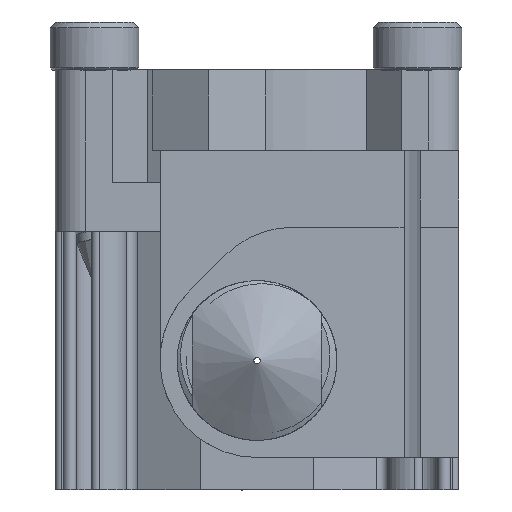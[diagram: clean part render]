
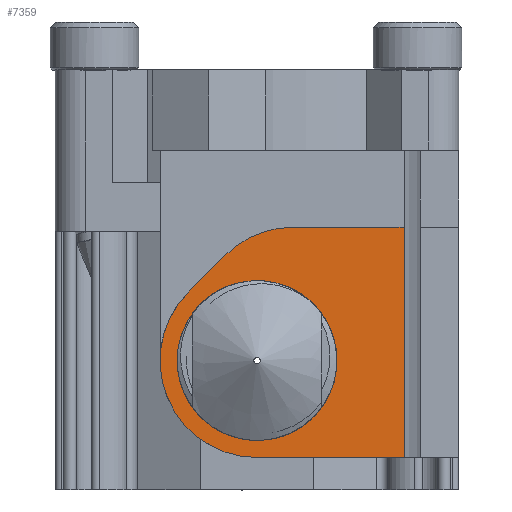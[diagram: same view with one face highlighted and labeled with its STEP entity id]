
A CAD part, front view. The second image highlights one B-rep face of the part: STEP entity #7359.
In plain terms, the highlighted planar face has unit normal (0, -1, 0).
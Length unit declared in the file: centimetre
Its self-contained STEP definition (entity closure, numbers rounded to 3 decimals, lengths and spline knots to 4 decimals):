
#301=PLANE('',#8034);
#729=LINE('',#20892,#1210);
#739=LINE('',#20917,#1220);
#740=LINE('',#20921,#1221);
#741=LINE('',#20924,#1222);
#1210=VECTOR('',#9675,1.);
#1220=VECTOR('',#9697,100.);
#1221=VECTOR('',#9700,100.);
#1222=VECTOR('',#9703,100.);
#1417=FACE_BOUND('',#2250,.T.);
#1756=FACE_OUTER_BOUND('',#2249,.T.);
#2249=EDGE_LOOP('',(#6389,#6390,#6391,#6392,#6393,#6394));
#2250=EDGE_LOOP('',(#6395,#6396,#6397,#6398));
#2650=CIRCLE('',#8035,0.6);
#2651=CIRCLE('',#8036,0.6);
#2652=CIRCLE('',#8037,0.4372);
#2653=CIRCLE('',#8038,0.4942);
#2860=B_SPLINE_CURVE_WITH_KNOTS('',3,(#20927,#20928,#20929,#20930,#20931,
#20932,#20933,#20934,#20935,#20936,#20937,#20938,#20939,#20940,#20941,#20942),
 .UNSPECIFIED.,.F.,.F.,(4,3,3,3,3,4),(0.,0.2443,0.4821,
0.713,0.9368,0.9685),.UNSPECIFIED.);
#2861=B_SPLINE_CURVE_WITH_KNOTS('',3,(#20946,#20947,#20948,#20949,#20950,
#20951,#20952,#20953,#20954,#20955,#20956,#20957,#20958,#20959,#20960,#20961),
 .UNSPECIFIED.,.F.,.F.,(4,3,3,3,3,4),(0.,0.2226,0.452,
0.6881,0.9305,0.966),.UNSPECIFIED.);
#3502=VERTEX_POINT('',#20882);
#3506=VERTEX_POINT('',#20890);
#3515=VERTEX_POINT('',#20916);
#3516=VERTEX_POINT('',#20918);
#3517=VERTEX_POINT('',#20920);
#3518=VERTEX_POINT('',#20922);
#3519=VERTEX_POINT('',#20925);
#3520=VERTEX_POINT('',#20926);
#3521=VERTEX_POINT('',#20943);
#3522=VERTEX_POINT('',#20945);
#4493=EDGE_CURVE('',#3502,#3506,#729,.T.);
#4505=EDGE_CURVE('',#3506,#3515,#739,.T.);
#4506=EDGE_CURVE('',#3516,#3515,#2650,.T.);
#4507=EDGE_CURVE('',#3517,#3516,#740,.T.);
#4508=EDGE_CURVE('',#3517,#3518,#2651,.T.);
#4509=EDGE_CURVE('',#3518,#3502,#741,.T.);
#4510=EDGE_CURVE('',#3519,#3520,#2860,.T.);
#4511=EDGE_CURVE('',#3520,#3521,#2652,.T.);
#4512=EDGE_CURVE('',#3521,#3522,#2861,.T.);
#4513=EDGE_CURVE('',#3522,#3519,#2653,.T.);
#6389=ORIENTED_EDGE('',*,*,#4493,.T.);
#6390=ORIENTED_EDGE('',*,*,#4505,.T.);
#6391=ORIENTED_EDGE('',*,*,#4506,.F.);
#6392=ORIENTED_EDGE('',*,*,#4507,.F.);
#6393=ORIENTED_EDGE('',*,*,#4508,.T.);
#6394=ORIENTED_EDGE('',*,*,#4509,.T.);
#6395=ORIENTED_EDGE('',*,*,#4510,.T.);
#6396=ORIENTED_EDGE('',*,*,#4511,.T.);
#6397=ORIENTED_EDGE('',*,*,#4512,.T.);
#6398=ORIENTED_EDGE('',*,*,#4513,.T.);
#7359=ADVANCED_FACE('',(#1756,#1417),#301,.T.);
#8034=AXIS2_PLACEMENT_3D('',#20915,#9695,#9696);
#8035=AXIS2_PLACEMENT_3D('',#20919,#9698,#9699);
#8036=AXIS2_PLACEMENT_3D('',#20923,#9701,#9702);
#8037=AXIS2_PLACEMENT_3D('',#20944,#9704,#9705);
#8038=AXIS2_PLACEMENT_3D('',#20962,#9706,#9707);
#9675=DIRECTION('',(0.,0.,1.));
#9695=DIRECTION('center_axis',(0.,-1.,0.));
#9696=DIRECTION('ref_axis',(0.,0.,-1.));
#9697=DIRECTION('',(-1.,0.,0.));
#9698=DIRECTION('center_axis',(0.,1.,0.));
#9699=DIRECTION('ref_axis',(0.,0.,-1.));
#9700=DIRECTION('',(0.707,0.,0.707));
#9701=DIRECTION('center_axis',(0.,-1.,0.));
#9702=DIRECTION('ref_axis',(1.,0.,0.));
#9703=DIRECTION('',(1.,0.,0.));
#9704=DIRECTION('center_axis',(0.,1.,0.));
#9705=DIRECTION('ref_axis',(0.,0.,-1.));
#9706=DIRECTION('center_axis',(0.,1.,0.));
#9707=DIRECTION('ref_axis',(0.,0.,-1.));
#20882=CARTESIAN_POINT('',(0.91,0.75,-0.6));
#20890=CARTESIAN_POINT('',(0.91,0.75,0.825));
#20892=CARTESIAN_POINT('',(0.91,0.75,0.825));
#20915=CARTESIAN_POINT('Origin',(0.325,0.75,0.35));
#20916=CARTESIAN_POINT('',(0.225,0.75,0.825));
#20917=CARTESIAN_POINT('',(-0.6,0.75,0.825));
#20918=CARTESIAN_POINT('',(-0.1993,0.75,0.6493));
#20919=CARTESIAN_POINT('Origin',(0.225,0.75,0.225));
#20920=CARTESIAN_POINT('',(-0.4243,0.75,0.4243));
#20921=CARTESIAN_POINT('',(-0.1993,0.75,0.6493));
#20922=CARTESIAN_POINT('',(0.,0.75,-0.6));
#20923=CARTESIAN_POINT('Origin',(0.,0.75,0.));
#20924=CARTESIAN_POINT('',(-0.6,0.75,-0.6));
#20925=CARTESIAN_POINT('',(0.,0.75,0.4942));
#20926=CARTESIAN_POINT('',(0.3843,0.75,-0.2084));
#20927=CARTESIAN_POINT('Ctrl Pts',(0.,0.75,
0.4942));
#20928=CARTESIAN_POINT('Ctrl Pts',(0.0813,0.75,
0.4897));
#20929=CARTESIAN_POINT('Ctrl Pts',(0.1611,0.75,
0.4647));
#20930=CARTESIAN_POINT('Ctrl Pts',(0.2299,0.75,
0.4219));
#20931=CARTESIAN_POINT('Ctrl Pts',(0.2969,0.75,
0.3803));
#20932=CARTESIAN_POINT('Ctrl Pts',(0.3535,0.75,0.3216));
#20933=CARTESIAN_POINT('Ctrl Pts',(0.3922,0.75,
0.253));
#20934=CARTESIAN_POINT('Ctrl Pts',(0.4298,0.75,
0.1864));
#20935=CARTESIAN_POINT('Ctrl Pts',(0.4507,0.75,
0.1101));
#20936=CARTESIAN_POINT('Ctrl Pts',(0.4517,0.75,
0.0335));
#20937=CARTESIAN_POINT('Ctrl Pts',(0.4527,0.75,
-0.0408));
#20938=CARTESIAN_POINT('Ctrl Pts',(0.435,0.75,
-0.1155));
#20939=CARTESIAN_POINT('Ctrl Pts',(0.4002,0.75,
-0.1811));
#20940=CARTESIAN_POINT('Ctrl Pts',(0.3952,0.75,-0.1904));
#20941=CARTESIAN_POINT('Ctrl Pts',(0.39,0.75,
-0.1995));
#20942=CARTESIAN_POINT('Ctrl Pts',(0.3843,0.75,
-0.2084));
#20943=CARTESIAN_POINT('',(-0.1244,0.75,-0.4191));
#20944=CARTESIAN_POINT('Origin',(0.,0.75,0.));
#20945=CARTESIAN_POINT('',(-0.3495,0.75,0.3495));
#20946=CARTESIAN_POINT('Ctrl Pts',(-0.1244,0.75,
-0.4191));
#20947=CARTESIAN_POINT('Ctrl Pts',(-0.1967,0.75,
-0.4025));
#20948=CARTESIAN_POINT('Ctrl Pts',(-0.2643,0.75,
-0.3674));
#20949=CARTESIAN_POINT('Ctrl Pts',(-0.3195,0.75,
-0.3183));
#20950=CARTESIAN_POINT('Ctrl Pts',(-0.3765,0.75,
-0.2677));
#20951=CARTESIAN_POINT('Ctrl Pts',(-0.4204,0.75,
-0.2022));
#20952=CARTESIAN_POINT('Ctrl Pts',(-0.4461,0.75,
-0.1304));
#20953=CARTESIAN_POINT('Ctrl Pts',(-0.4725,0.75,
-0.0566));
#20954=CARTESIAN_POINT('Ctrl Pts',(-0.4798,0.75,
0.0242));
#20955=CARTESIAN_POINT('Ctrl Pts',(-0.4675,0.75,
0.1018));
#20956=CARTESIAN_POINT('Ctrl Pts',(-0.4549,0.75,
0.1816));
#20957=CARTESIAN_POINT('Ctrl Pts',(-0.4216,0.75,
0.2582));
#20958=CARTESIAN_POINT('Ctrl Pts',(-0.3722,0.75,
0.3221));
#20959=CARTESIAN_POINT('Ctrl Pts',(-0.365,0.75,
0.3315));
#20960=CARTESIAN_POINT('Ctrl Pts',(-0.3574,0.75,
0.3406));
#20961=CARTESIAN_POINT('Ctrl Pts',(-0.3495,0.75,
0.3495));
#20962=CARTESIAN_POINT('Origin',(0.,0.75,0.));
